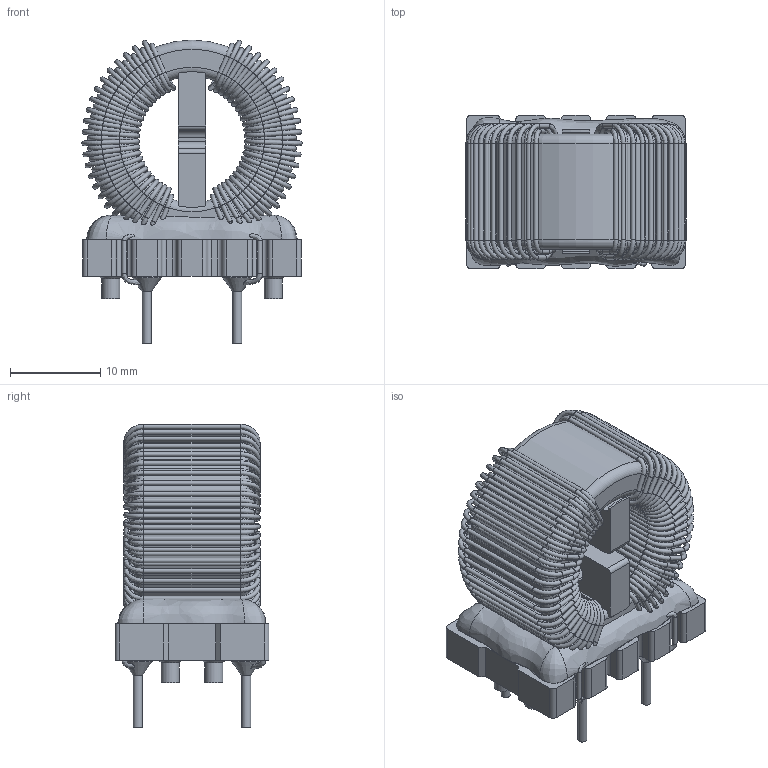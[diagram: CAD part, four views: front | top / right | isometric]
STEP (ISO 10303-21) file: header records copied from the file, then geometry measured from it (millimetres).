
FILE_DESCRIPTION(/* description */ ('Unknown'),/* implementation_level */ '2;1');
FILE_NAME(/* name */ '744824220_L',/* time_stamp */ '2023-06-13T13:45:33+02:00',/* author */ ('Unknown'),/* organization */ ('Unknown'),/* preprocessor_version */ 'ST-DEVELOPER v16.7',/* originating_system */ 'Solid Edge',/* authorisation */ 'Unknown');
FILE_SCHEMA (('AUTOMOTIVE_DESIGN {1 0 10303 214 3 1 1}'));
Length unit declared in the file: millimetre
Products named in the file (6): 744824220_L; Core; Spacer; Base; Glue; Solderpoint
Assembly tree (5 placements, depth 2):
  744824220_L
    Core
    Spacer
    Base
    Glue
    Solderpoint
Bounding box: 24.35 x 17 x 33.6 mm (x, y, z)
Volume: 6074.3 mm3; surface area: 10447.8 mm2
Topology: 10 solids, 10 shells, 1046 faces, 2262 edges, 1247 vertices
Faces by surface type: cylinder 477, bspline 238, torus 214, plane 105, cone 12
Full cylindrical faces by diameter (mm): 0.5 x390, 1 x4, 2 x4, 14 x1, 22 x1
Entity records: 73140 total; most frequent: CARTESIAN_POINT 47574, DIRECTION 3866, ORIENTED_EDGE 2770, EDGE_LOOP 1936, FACE_BOUND 1936, AXIS2_PLACEMENT_3D 1800, EDGE_CURVE 1385, VERTEX_POINT 1211
